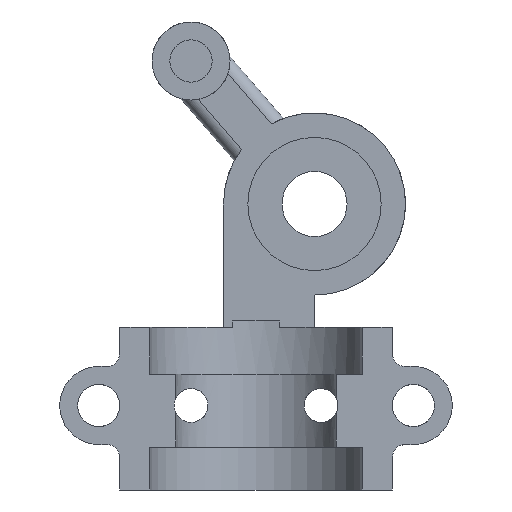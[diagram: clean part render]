
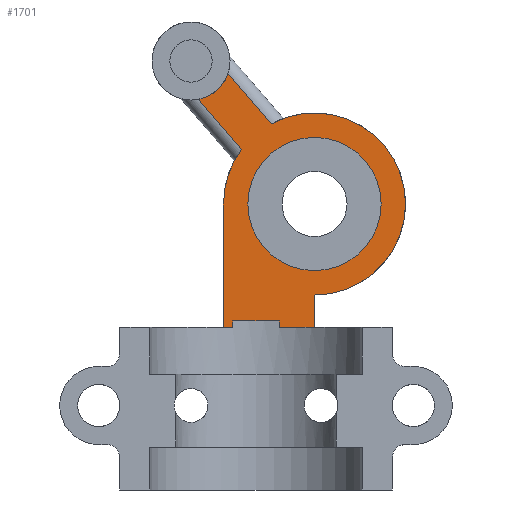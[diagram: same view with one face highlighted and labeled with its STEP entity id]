
A CAD part, front view. The second image highlights one B-rep face of the part: STEP entity #1701.
In plain terms, the highlighted planar face has unit normal (0, -1, 0).
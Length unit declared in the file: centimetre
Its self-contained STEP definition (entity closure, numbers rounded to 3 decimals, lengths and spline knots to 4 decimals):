
#119=VECTOR('',#423,1.);
#131=VECTOR('',#461,1.);
#132=VECTOR('',#464,1.);
#133=VECTOR('',#468,1.);
#134=VECTOR('',#469,1.);
#135=VECTOR('',#470,1.);
#136=VECTOR('',#471,1.);
#137=VECTOR('',#472,1.);
#187=LINE('',#3471,#119);
#199=LINE('',#3721,#131);
#200=LINE('',#3758,#132);
#201=LINE('',#3762,#133);
#202=LINE('',#3763,#134);
#203=LINE('',#3765,#135);
#204=LINE('',#3767,#136);
#205=LINE('',#3770,#137);
#226=PLANE('',#628);
#423=DIRECTION('',(-1.,0.,0.));
#454=DIRECTION('',(0.,-1.,0.));
#455=DIRECTION('',(0.3,0.,0.));
#461=DIRECTION('',(0.654,0.,-0.757));
#464=DIRECTION('',(-0.654,0.,0.757));
#465=DIRECTION('',(0.,-1.,0.));
#466=DIRECTION('',(0.,1.,0.));
#467=DIRECTION('',(0.7,0.,0.));
#468=DIRECTION('',(0.,0.,1.));
#469=DIRECTION('',(0.,0.,1.));
#470=DIRECTION('',(1.,0.,0.));
#471=DIRECTION('',(0.,0.,-1.));
#472=DIRECTION('',(0.,0.,1.));
#473=DIRECTION('',(0.,1.,0.));
#474=DIRECTION('',(0.7,0.,0.));
#475=DIRECTION('',(0.,1.,0.));
#476=DIRECTION('',(0.513,0.,0.));
#624=AXIS2_PLACEMENT_3D('',#3641,#454,#455);
#628=AXIS2_PLACEMENT_3D('',#3759,#465,$);
#629=AXIS2_PLACEMENT_3D('',#3760,#466,#467);
#630=AXIS2_PLACEMENT_3D('',#3772,#473,#474);
#631=AXIS2_PLACEMENT_3D('',#3773,#475,#476);
#712=CIRCLE('',#624,0.3);
#713=CIRCLE('',#629,0.7);
#714=CIRCLE('',#630,0.7);
#715=CIRCLE('',#631,0.5125);
#818=VERTEX_POINT('',#3470);
#819=VERTEX_POINT('',#3472);
#832=VERTEX_POINT('',#3640);
#833=VERTEX_POINT('',#3642);
#835=VERTEX_POINT('',#3720);
#836=VERTEX_POINT('',#3757);
#837=VERTEX_POINT('',#3761);
#838=VERTEX_POINT('',#3764);
#839=VERTEX_POINT('',#3766);
#840=VERTEX_POINT('',#3768);
#841=VERTEX_POINT('',#3769);
#842=VERTEX_POINT('',#3771);
#843=VERTEX_POINT('',#3774);
#1028=EDGE_CURVE('',#818,#819,#187,.T.);
#1048=EDGE_CURVE('',#832,#833,#712,.T.);
#1053=EDGE_CURVE('',#833,#835,#199,.T.);
#1055=EDGE_CURVE('',#836,#832,#200,.T.);
#1056=EDGE_CURVE('',#837,#836,#713,.T.);
#1057=EDGE_CURVE('',#819,#837,#201,.T.);
#1058=EDGE_CURVE('',#818,#838,#202,.T.);
#1059=EDGE_CURVE('',#838,#839,#203,.T.);
#1060=EDGE_CURVE('',#839,#840,#204,.T.);
#1061=EDGE_CURVE('',#841,#840,#187,.T.);
#1062=EDGE_CURVE('',#841,#842,#205,.T.);
#1063=EDGE_CURVE('',#835,#842,#714,.T.);
#1064=EDGE_CURVE('',#843,#843,#715,.T.);
#1355=ORIENTED_EDGE('',*,*,#1053,.F.);
#1356=ORIENTED_EDGE('',*,*,#1048,.F.);
#1357=ORIENTED_EDGE('',*,*,#1055,.F.);
#1358=ORIENTED_EDGE('',*,*,#1056,.F.);
#1359=ORIENTED_EDGE('',*,*,#1057,.F.);
#1360=ORIENTED_EDGE('',*,*,#1028,.F.);
#1361=ORIENTED_EDGE('',*,*,#1058,.T.);
#1362=ORIENTED_EDGE('',*,*,#1059,.T.);
#1363=ORIENTED_EDGE('',*,*,#1060,.T.);
#1364=ORIENTED_EDGE('',*,*,#1061,.F.);
#1365=ORIENTED_EDGE('',*,*,#1062,.T.);
#1366=ORIENTED_EDGE('',*,*,#1063,.F.);
#1367=ORIENTED_EDGE('',*,*,#1064,.T.);
#1518=EDGE_LOOP('',(#1355,#1356,#1357,#1358,#1359,#1360,#1361,#1362,#1363,
#1364,#1365,#1366));
#1519=EDGE_LOOP('',(#1367));
#1615=FACE_BOUND('',#1518,.T.);
#1616=FACE_BOUND('',#1519,.T.);
#1701=ADVANCED_FACE('',(#1615,#1616),#226,.T.);
#3470=CARTESIAN_POINT('',(-0.1801,0.8,1.15));
#3471=CARTESIAN_POINT('',(0.225,0.8,1.15));
#3472=CARTESIAN_POINT('',(-0.25,0.8,1.15));
#3640=CARTESIAN_POINT('',(-0.4437,0.8,2.9053));
#3641=CARTESIAN_POINT('',(-0.5,0.8,3.2));
#3642=CARTESIAN_POINT('',(-0.2167,0.8,3.1014));
#3720=CARTESIAN_POINT('',(0.1166,0.8,2.7155));
#3721=CARTESIAN_POINT('',(0.5445,0.8,2.2201));
#3757=CARTESIAN_POINT('',(-0.1104,0.8,2.5194));
#3758=CARTESIAN_POINT('',(0.3174,0.8,2.024));
#3759=CARTESIAN_POINT('',(0.45,0.8,0.966));
#3760=CARTESIAN_POINT('',(0.45,0.8,2.1));
#3761=CARTESIAN_POINT('',(-0.25,0.8,2.1));
#3762=CARTESIAN_POINT('',(-0.25,0.8,1.4));
#3763=CARTESIAN_POINT('',(-0.1801,0.8,1.175));
#3764=CARTESIAN_POINT('',(-0.1801,0.8,1.2));
#3765=CARTESIAN_POINT('',(0.43,0.8,1.2));
#3766=CARTESIAN_POINT('',(0.1801,0.8,1.2));
#3767=CARTESIAN_POINT('',(0.1801,0.8,1.175));
#3768=CARTESIAN_POINT('',(0.1801,0.8,1.15));
#3769=CARTESIAN_POINT('',(0.45,0.8,1.15));
#3770=CARTESIAN_POINT('',(0.45,0.8,0.532));
#3771=CARTESIAN_POINT('',(0.45,0.8,1.4));
#3772=CARTESIAN_POINT('',(0.45,0.8,2.1));
#3773=CARTESIAN_POINT('',(0.45,0.8,2.1));
#3774=CARTESIAN_POINT('',(0.9625,0.8,2.1));
